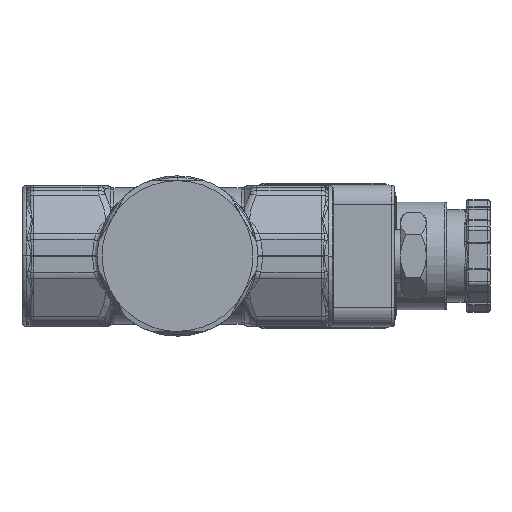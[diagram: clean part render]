
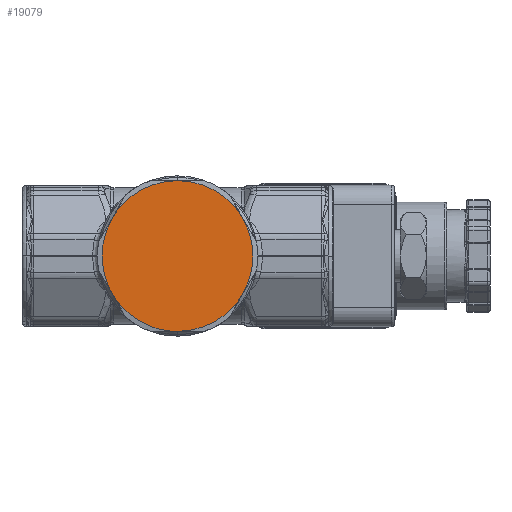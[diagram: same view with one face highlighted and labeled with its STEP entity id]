
A CAD part, front view. The second image highlights one B-rep face of the part: STEP entity #19079.
In plain terms, the highlighted planar face has unit normal (0, -1, 0).
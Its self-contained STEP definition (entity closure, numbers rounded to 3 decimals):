
#18838=CARTESIAN_POINT('Vertex',(13.856,-20.5,8.)) ;
#18897=CARTESIAN_POINT('Vertex',(0.,-20.5,16.)) ;
#18900=CARTESIAN_POINT('Axis2P3D Location',(0.,-20.5,0.)) ;
#18925=CARTESIAN_POINT('Axis2P3D Location',(0.,-20.5,0.)) ;
#18929=CARTESIAN_POINT('Vertex',(16.,-20.5,0.)) ;
#18932=CARTESIAN_POINT('Axis2P3D Location',(0.,-20.5,0.)) ;
#18936=CARTESIAN_POINT('Vertex',(13.856,-20.5,-8.)) ;
#18992=CARTESIAN_POINT('Axis2P3D Location',(0.,-20.5,0.)) ;
#18998=CARTESIAN_POINT('Control Point',(0.,-20.5,16.)) ;
#18999=CARTESIAN_POINT('Control Point',(-1.568,-20.5,16.)) ;
#19000=CARTESIAN_POINT('Control Point',(-3.135,-20.5,15.808)) ;
#19001=CARTESIAN_POINT('Control Point',(-4.672,-20.5,15.424)) ;
#19002=CARTESIAN_POINT('Control Point',(-7.619,-20.5,14.288)) ;
#19003=CARTESIAN_POINT('Control Point',(-10.205,-20.5,12.473)) ;
#19004=CARTESIAN_POINT('Control Point',(-11.38,-20.5,11.412)) ;
#19005=CARTESIAN_POINT('Control Point',(-12.555,-20.5,10.052)) ;
#19006=CARTESIAN_POINT('Control Point',(-13.523,-20.5,8.555)) ;
#19007=CARTESIAN_POINT('Control Point',(-13.638,-20.5,8.372)) ;
#19008=CARTESIAN_POINT('Control Point',(-13.749,-20.5,8.187)) ;
#19009=CARTESIAN_POINT('Control Point',(-13.856,-20.5,8.)) ;
#19010=CARTESIAN_POINT('Vertex',(-13.856,-20.5,8.)) ;
#19014=CARTESIAN_POINT('Control Point',(-13.856,-20.5,8.)) ;
#19015=CARTESIAN_POINT('Control Point',(-14.64,-20.5,6.642)) ;
#19016=CARTESIAN_POINT('Control Point',(-15.258,-20.5,5.189)) ;
#19017=CARTESIAN_POINT('Control Point',(-15.693,-20.5,3.666)) ;
#19018=CARTESIAN_POINT('Control Point',(-15.955,-20.5,1.999)) ;
#19019=CARTESIAN_POINT('Control Point',(-15.997,-20.5,0.324)) ;
#19020=CARTESIAN_POINT('Control Point',(-15.999,-20.5,0.216)) ;
#19021=CARTESIAN_POINT('Control Point',(-16.,-20.5,0.108)) ;
#19022=CARTESIAN_POINT('Control Point',(-16.,-20.5,0.)) ;
#19023=CARTESIAN_POINT('Vertex',(-16.,-20.5,0.)) ;
#19027=CARTESIAN_POINT('Control Point',(-16.,-20.5,0.)) ;
#19028=CARTESIAN_POINT('Control Point',(-16.,-20.5,-1.46)) ;
#19029=CARTESIAN_POINT('Control Point',(-15.834,-20.5,-2.92)) ;
#19030=CARTESIAN_POINT('Control Point',(-15.5,-20.5,-4.354)) ;
#19031=CARTESIAN_POINT('Control Point',(-14.934,-20.5,-5.943)) ;
#19032=CARTESIAN_POINT('Control Point',(-14.17,-20.5,-7.434)) ;
#19033=CARTESIAN_POINT('Control Point',(-14.069,-20.5,-7.625)) ;
#19034=CARTESIAN_POINT('Control Point',(-13.964,-20.5,-7.813)) ;
#19035=CARTESIAN_POINT('Control Point',(-13.856,-20.5,-8.)) ;
#19036=CARTESIAN_POINT('Vertex',(-13.856,-20.5,-8.)) ;
#19040=CARTESIAN_POINT('Control Point',(-13.856,-20.5,-8.)) ;
#19041=CARTESIAN_POINT('Control Point',(-13.073,-20.5,-9.358)) ;
#19042=CARTESIAN_POINT('Control Point',(-12.122,-20.5,-10.619)) ;
#19043=CARTESIAN_POINT('Control Point',(-11.022,-20.5,-11.758)) ;
#19044=CARTESIAN_POINT('Control Point',(-8.564,-20.5,-13.742)) ;
#19045=CARTESIAN_POINT('Control Point',(-5.7,-20.5,-15.074)) ;
#19046=CARTESIAN_POINT('Control Point',(-4.193,-20.5,-15.561)) ;
#19047=CARTESIAN_POINT('Control Point',(-2.428,-20.5,-15.899)) ;
#19048=CARTESIAN_POINT('Control Point',(-0.647,-20.5,-15.989)) ;
#19049=CARTESIAN_POINT('Control Point',(-0.431,-20.5,-15.996)) ;
#19050=CARTESIAN_POINT('Control Point',(-0.216,-20.5,-16.)) ;
#19051=CARTESIAN_POINT('Control Point',(0.,-20.5,-16.)) ;
#19052=CARTESIAN_POINT('Vertex',(0.,-20.5,-16.)) ;
#19056=CARTESIAN_POINT('Control Point',(0.,-20.5,-16.)) ;
#19057=CARTESIAN_POINT('Control Point',(1.568,-20.5,-16.)) ;
#19058=CARTESIAN_POINT('Control Point',(3.135,-20.5,-15.808)) ;
#19059=CARTESIAN_POINT('Control Point',(4.672,-20.5,-15.424)) ;
#19060=CARTESIAN_POINT('Control Point',(7.619,-20.5,-14.288)) ;
#19061=CARTESIAN_POINT('Control Point',(10.205,-20.5,-12.473)) ;
#19062=CARTESIAN_POINT('Control Point',(11.38,-20.5,-11.412)) ;
#19063=CARTESIAN_POINT('Control Point',(12.555,-20.5,-10.052)) ;
#19064=CARTESIAN_POINT('Control Point',(13.523,-20.5,-8.555)) ;
#19065=CARTESIAN_POINT('Control Point',(13.638,-20.5,-8.372)) ;
#19066=CARTESIAN_POINT('Control Point',(13.749,-20.5,-8.187)) ;
#19067=CARTESIAN_POINT('Control Point',(13.856,-20.5,-8.)) ;
#18901=DIRECTION('Axis2P3D Direction',(-0.,1.,0.)) ;
#18926=DIRECTION('Axis2P3D Direction',(-0.,1.,0.)) ;
#18933=DIRECTION('Axis2P3D Direction',(-0.,1.,0.)) ;
#18993=DIRECTION('Axis2P3D Direction',(-0.,1.,0.)) ;
#18994=DIRECTION('Axis2P3D XDirection',(1.,0.,0.)) ;
#18902=AXIS2_PLACEMENT_3D('Circle Axis2P3D',#18900,#18901,$) ;
#18927=AXIS2_PLACEMENT_3D('Circle Axis2P3D',#18925,#18926,$) ;
#18934=AXIS2_PLACEMENT_3D('Circle Axis2P3D',#18932,#18933,$) ;
#18995=AXIS2_PLACEMENT_3D('Plane Axis2P3D',#18992,#18993,#18994) ;
#18903=CIRCLE('generated circle',#18902,16.) ;
#18928=CIRCLE('generated circle',#18927,16.) ;
#18935=CIRCLE('generated circle',#18934,16.) ;
#18996=PLANE('',#18995) ;
#18904=EDGE_CURVE('',#18839,#18898,#18903,.F.) ;
#18931=EDGE_CURVE('',#18930,#18839,#18928,.F.) ;
#18938=EDGE_CURVE('',#18937,#18930,#18935,.F.) ;
#19012=EDGE_CURVE('',#18898,#19011,#18997,.T.) ;
#19025=EDGE_CURVE('',#19011,#19024,#19013,.T.) ;
#19038=EDGE_CURVE('',#19024,#19037,#19026,.T.) ;
#19054=EDGE_CURVE('',#19037,#19053,#19039,.T.) ;
#19068=EDGE_CURVE('',#19053,#18937,#19055,.T.) ;
#19070=ORIENTED_EDGE('',*,*,#18904,.T.) ;
#19071=ORIENTED_EDGE('',*,*,#19012,.T.) ;
#19072=ORIENTED_EDGE('',*,*,#19025,.T.) ;
#19073=ORIENTED_EDGE('',*,*,#19038,.T.) ;
#19074=ORIENTED_EDGE('',*,*,#19054,.T.) ;
#19075=ORIENTED_EDGE('',*,*,#19068,.T.) ;
#19076=ORIENTED_EDGE('',*,*,#18938,.T.) ;
#19077=ORIENTED_EDGE('',*,*,#18931,.T.) ;
#19069=EDGE_LOOP('',(#19070,#19071,#19072,#19073,#19074,#19075,#19076,#19077)) ;
#18839=VERTEX_POINT('',#18838) ;
#18898=VERTEX_POINT('',#18897) ;
#18930=VERTEX_POINT('',#18929) ;
#18937=VERTEX_POINT('',#18936) ;
#19011=VERTEX_POINT('',#19010) ;
#19024=VERTEX_POINT('',#19023) ;
#19037=VERTEX_POINT('',#19036) ;
#19053=VERTEX_POINT('',#19052) ;
#19079=ADVANCED_FACE('MANIFOLD_SOLID_BREP #38958',(#19078),#18996,.F.) ;
#18997=B_SPLINE_CURVE_WITH_KNOTS('',5,(#18998,#18999,#19000,#19001,#19002,#19003,#19004,#19005,#19006,#19007,#19008,#19009),.UNSPECIFIED.,.F.,.U.,(6,3,3,6),(0.,11.085,22.17,23.695),.UNSPECIFIED.) ;
#19013=B_SPLINE_CURVE_WITH_KNOTS('',5,(#19014,#19015,#19016,#19017,#19018,#19019,#19020,#19021,#19022),.UNSPECIFIED.,.F.,.U.,(6,3,6),(0.,11.085,11.848),.UNSPECIFIED.) ;
#19026=B_SPLINE_CURVE_WITH_KNOTS('',5,(#19027,#19028,#19029,#19030,#19031,#19032,#19033,#19034,#19035),.UNSPECIFIED.,.F.,.U.,(6,3,6),(11.848,22.17,23.695),.UNSPECIFIED.) ;
#19039=B_SPLINE_CURVE_WITH_KNOTS('',5,(#19040,#19041,#19042,#19043,#19044,#19045,#19046,#19047,#19048,#19049,#19050,#19051),.UNSPECIFIED.,.F.,.U.,(6,3,3,6),(0.,11.085,22.17,23.695),.UNSPECIFIED.) ;
#19055=B_SPLINE_CURVE_WITH_KNOTS('',5,(#19056,#19057,#19058,#19059,#19060,#19061,#19062,#19063,#19064,#19065,#19066,#19067),.UNSPECIFIED.,.F.,.U.,(6,3,3,6),(0.,11.085,22.17,23.695),.UNSPECIFIED.) ;
#19078=FACE_OUTER_BOUND('',#19069,.T.) ;
